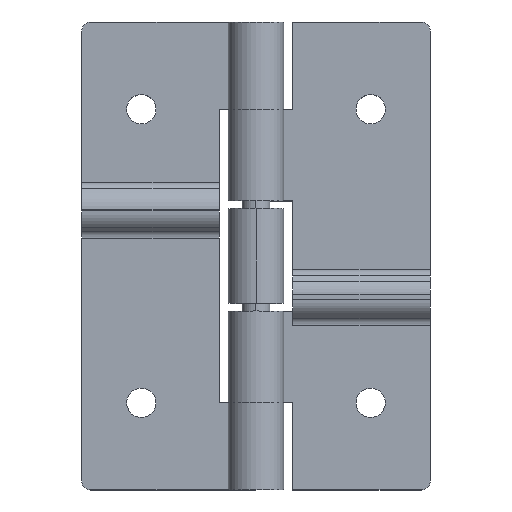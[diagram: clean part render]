
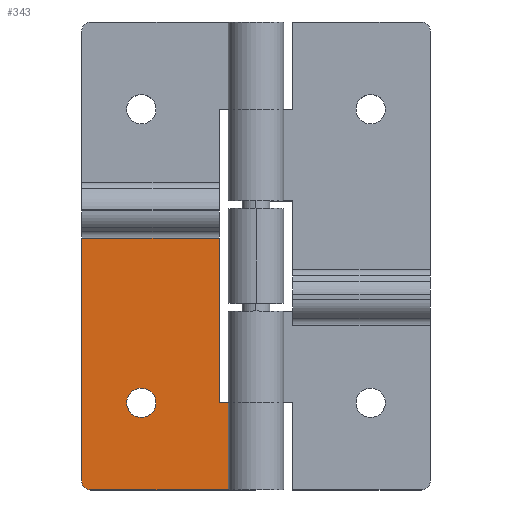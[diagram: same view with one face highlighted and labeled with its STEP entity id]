
A CAD part, top view. The second image highlights one B-rep face of the part: STEP entity #343.
In plain terms, the highlighted face is planar.
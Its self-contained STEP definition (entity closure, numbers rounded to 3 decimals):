
#294 = EDGE_CURVE ( 'NONE', #315, #299, #1073, .T. ) ;
#299 = VERTEX_POINT ( 'NONE', #1124 ) ;
#315 = VERTEX_POINT ( 'NONE', #1096 ) ;
#321 = EDGE_CURVE ( 'NONE', #322, #323, #1145, .T. ) ;
#322 = VERTEX_POINT ( 'NONE', #1136 ) ;
#323 = VERTEX_POINT ( 'NONE', #1135 ) ;
#324 = ORIENTED_EDGE ( 'NONE', *, *, #325, .T. ) ;
#325 = EDGE_CURVE ( 'NONE', #323, #326, #1134, .T. ) ;
#326 = VERTEX_POINT ( 'NONE', #1130 ) ;
#327 = ORIENTED_EDGE ( 'NONE', *, *, #328, .F. ) ;
#328 = EDGE_CURVE ( 'NONE', #329, #326, #1129, .T. ) ;
#329 = VERTEX_POINT ( 'NONE', #1125 ) ;
#330 = ORIENTED_EDGE ( 'NONE', *, *, #331, .T. ) ;
#331 = EDGE_CURVE ( 'NONE', #329, #332, #1189, .T. ) ;
#332 = VERTEX_POINT ( 'NONE', #1184 ) ;
#333 = ORIENTED_EDGE ( 'NONE', *, *, #334, .F. ) ;
#334 = EDGE_CURVE ( 'NONE', #315, #332, #1183, .T. ) ;
#343 = ADVANCED_FACE ( 'NONE', ( #1165, #1164 ), #1163, .F. ) ;
#344 = EDGE_LOOP ( 'NONE', ( #408, #324, #327, #330, #333, #345, #346 ) ) ;
#345 = ORIENTED_EDGE ( 'NONE', *, *, #294, .T. ) ;
#346 = ORIENTED_EDGE ( 'NONE', *, *, #347, .T. ) ;
#347 = EDGE_CURVE ( 'NONE', #299, #322, #1158, .T. ) ;
#348 = EDGE_LOOP ( 'NONE', ( #349, #350 ) ) ;
#349 = ORIENTED_EDGE ( 'NONE', *, *, #3480, .T. ) ;
#350 = ORIENTED_EDGE ( 'NONE', *, *, #351, .T. ) ;
#351 = EDGE_CURVE ( 'NONE', #3485, #3479, #1217, .T. ) ;
#408 = ORIENTED_EDGE ( 'NONE', *, *, #321, .T. ) ;
#1070 = DIRECTION ( 'NONE',  ( 0., 0., -1. ) ) ;
#1071 = VECTOR ( 'NONE', #1070, 1000. ) ;
#1072 = CARTESIAN_POINT ( 'NONE',  ( -2.598, -1.5, 25.5 ) ) ;
#1073 = LINE ( 'NONE', #1072, #1071 ) ;
#1096 = CARTESIAN_POINT ( 'NONE',  ( -2.598, -1.5, 25.5 ) ) ;
#1124 = CARTESIAN_POINT ( 'NONE',  ( -2.598, -1.5, 16. ) ) ;
#1125 = CARTESIAN_POINT ( 'NONE',  ( -19., -1.5, 24.5 ) ) ;
#1126 = DIRECTION ( 'NONE',  ( 0., 0., -1. ) ) ;
#1127 = VECTOR ( 'NONE', #1126, 1000. ) ;
#1128 = CARTESIAN_POINT ( 'NONE',  ( -19., -1.5, 25.5 ) ) ;
#1129 = LINE ( 'NONE', #1128, #1127 ) ;
#1130 = CARTESIAN_POINT ( 'NONE',  ( -19., -1.5, -1.964 ) ) ;
#1131 = DIRECTION ( 'NONE',  ( -1., 0., 0. ) ) ;
#1132 = VECTOR ( 'NONE', #1131, 1000. ) ;
#1133 = CARTESIAN_POINT ( 'NONE',  ( -2.598, -1.5, -1.964 ) ) ;
#1134 = LINE ( 'NONE', #1133, #1132 ) ;
#1135 = CARTESIAN_POINT ( 'NONE',  ( -4., -1.5, -1.964 ) ) ;
#1136 = CARTESIAN_POINT ( 'NONE',  ( -4., -1.5, 16. ) ) ;
#1137 = DIRECTION ( 'NONE',  ( 0., 0., -1. ) ) ;
#1138 = VECTOR ( 'NONE', #1137, 1000. ) ;
#1139 = CARTESIAN_POINT ( 'NONE',  ( -4., -1.5, 25.5 ) ) ;
#1145 = LINE ( 'NONE', #1139, #1138 ) ;
#1157 = CARTESIAN_POINT ( 'NONE',  ( -2.598, -1.5, 16. ) ) ;
#1158 = LINE ( 'NONE', #1157, #1219 ) ;
#1159 = DIRECTION ( 'NONE',  ( 1., 0., 0. ) ) ;
#1160 = DIRECTION ( 'NONE',  ( 0., -1., 0. ) ) ;
#1161 = CARTESIAN_POINT ( 'NONE',  ( -2.598, -1.5, 25.5 ) ) ;
#1162 = AXIS2_PLACEMENT_3D ( 'NONE', #1161, #1160, #1159 ) ;
#1163 = PLANE ( 'NONE',  #1162 ) ;
#1164 = FACE_BOUND ( 'NONE', #348, .T. ) ;
#1165 = FACE_OUTER_BOUND ( 'NONE', #344, .T. ) ;
#1180 = DIRECTION ( 'NONE',  ( -1., 0., 0. ) ) ;
#1181 = VECTOR ( 'NONE', #1180, 1000. ) ;
#1182 = CARTESIAN_POINT ( 'NONE',  ( -2.598, -1.5, 25.5 ) ) ;
#1183 = LINE ( 'NONE', #1182, #1181 ) ;
#1184 = CARTESIAN_POINT ( 'NONE',  ( -18., -1.5, 25.5 ) ) ;
#1185 = DIRECTION ( 'NONE',  ( 1., 0., 0. ) ) ;
#1186 = DIRECTION ( 'NONE',  ( 0., 1., 0. ) ) ;
#1187 = CARTESIAN_POINT ( 'NONE',  ( -18., -1.5, 24.5 ) ) ;
#1188 = AXIS2_PLACEMENT_3D ( 'NONE', #1187, #1186, #1185 ) ;
#1189 = CIRCLE ( 'NONE', #1188, 1. ) ;
#1213 = DIRECTION ( 'NONE',  ( -1., 0., 0. ) ) ;
#1214 = DIRECTION ( 'NONE',  ( 0., -1., 0. ) ) ;
#1215 = CARTESIAN_POINT ( 'NONE',  ( -12.5, -1.5, 16. ) ) ;
#1216 = AXIS2_PLACEMENT_3D ( 'NONE', #1215, #1214, #1213 ) ;
#1217 = CIRCLE ( 'NONE', #1216, 1.6 ) ;
#1218 = DIRECTION ( 'NONE',  ( -1., 0., 0. ) ) ;
#1219 = VECTOR ( 'NONE', #1218, 1000. ) ;
#2285 = CARTESIAN_POINT ( 'NONE',  ( -10.9, -1.5, 16. ) ) ;
#2292 = DIRECTION ( 'NONE',  ( -1., 0., 0. ) ) ;
#2293 = DIRECTION ( 'NONE',  ( 0., -1., 0. ) ) ;
#2294 = CARTESIAN_POINT ( 'NONE',  ( -12.5, -1.5, 16. ) ) ;
#2295 = AXIS2_PLACEMENT_3D ( 'NONE', #2294, #2293, #2292 ) ;
#2296 = CIRCLE ( 'NONE', #2295, 1.6 ) ;
#2297 = CARTESIAN_POINT ( 'NONE',  ( -14.1, -1.5, 16. ) ) ;
#3479 = VERTEX_POINT ( 'NONE', #2297 ) ;
#3480 = EDGE_CURVE ( 'NONE', #3479, #3485, #2296, .T. ) ;
#3485 = VERTEX_POINT ( 'NONE', #2285 ) ;
